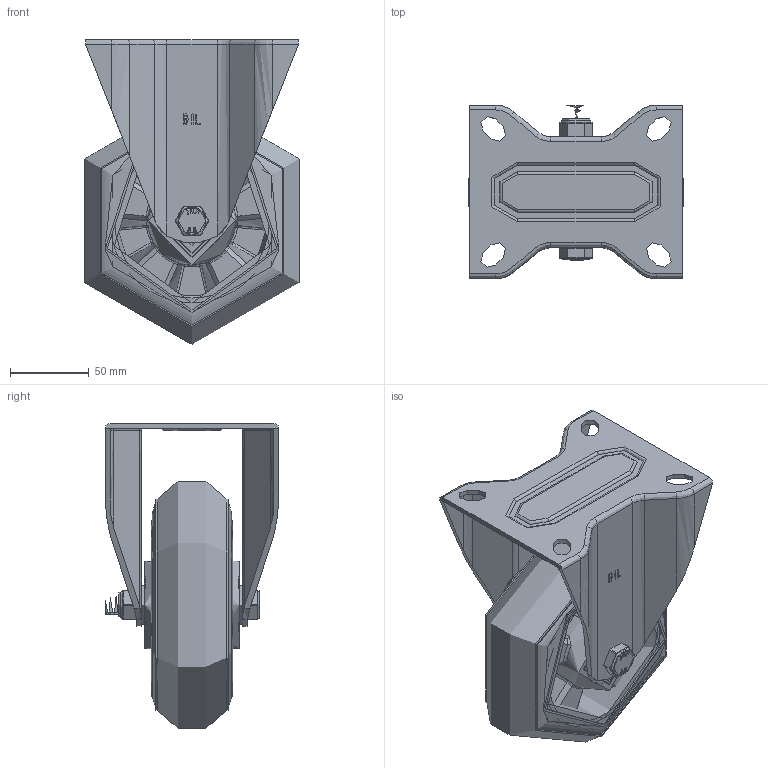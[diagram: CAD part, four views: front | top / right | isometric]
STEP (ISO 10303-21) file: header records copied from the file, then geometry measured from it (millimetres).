
FILE_DESCRIPTION(/* description */ ('','CAx-IF Rec.Pracs.---Representation and Presentation of Product Manufacturing Information (PMI)---4.0---2014-10-13'),/* implementation_level */ '2;1');
FILE_NAME(/* name */ 'BZMMF160SRERGBJ.step',/* time_stamp */ '2024-12-16T11:00:09Z',/* author */ (''),/* organization */ (''),/* preprocessor_version */ 'ST-DEVELOPER v20',/* originating_system */ 'Autodesk Translation Framework v13.20.0.188',/* authorisation */ '');
FILE_SCHEMA (('AP242_MANAGED_MODEL_BASED_3D_ENGINEERING_MIM_LF { 1 0 10303 442 1 1 4 }'));
Length unit declared in the file: millimetre
Products named in the file (26): BZMMF160SRERGBJ; BZMMF150AS - 64 v1; ZINC PLATED, PRESSED STEEL BRACKET; BZH160WSRERGBJM20 v1; 55 SHORE A ELASTIC RUBBER TYRE; ALUMINIUM RIM; BEARING6204; BALL BEARINGS; BEARING6204 (1); BALL BEARINGS (1); Component3; INNER; OUTER; MIDDLE; RUBBER; BEARING SPACER; TH20X2X12 v1; ZINC PLATED HEADED SPACER; TH20X2X12 v1 (1); ZINC PLATED HEADED SPACER (1); HEXBOLTM12X90Z8.8 v2; GRADE 8.8 ZINC PLATED BOLT; NYLOCM12Z v1; NYLOC NUT; NUT; RUBBER (1)
Assembly tree (44 placements, depth 5):
  BZMMF160SRERGBJ
    BZMMF150AS - 64 v1
      ZINC PLATED, PRESSED STEEL BRACKET
    BZH160WSRERGBJM20 v1
      55 SHORE A ELASTIC RUBBER TYRE
      ALUMINIUM RIM
      BEARING6204
        INNER
        OUTER
        BALL BEARINGS
          Component3  x8
        MIDDLE
        RUBBER
      BEARING6204 (1)
        BALL BEARINGS (1)
          Component3  x8
        INNER
        OUTER
        MIDDLE
        RUBBER
      BEARING SPACER
    TH20X2X12 v1
      ZINC PLATED HEADED SPACER
    TH20X2X12 v1 (1)
      ZINC PLATED HEADED SPACER (1)
    HEXBOLTM12X90Z8.8 v2
      GRADE 8.8 ZINC PLATED BOLT
    NYLOCM12Z v1
      NYLOC NUT
        NUT
        RUBBER (1)
Bounding box: 135.84 x 110 x 193.43 mm (x, y, z)
Volume: 751191.6 mm3; surface area: 251341.9 mm2
Topology: 35 solids, 35 shells, 1359 faces, 3349 edges, 2149 vertices
Faces by surface type: bspline 473, plane 457, cylinder 244, sphere 106, torus 78, cone 1
Full cylindrical faces by diameter (mm): 9.836 x16, 11.834 x16, 12 x3, 12.2 x2, 12.25 x2, 14 x2, 17.75 x1, 18.5 x1, 19.8 x2, 20 x3, 24 x1, 25 x2, 27 x2, 28.5 x8, 30.8 x4, 31.3 x4, 40.3 x4, 40.5 x4, 40.8 x4, 42 x11, 47 x4, 55.5 x2, 98 x2, 104 x2, 113 x2, 116 x2, 132 x2, 134 x2
Entity records: 70898 total; most frequent: CARTESIAN_POINT 48554, ORIENTED_EDGE 4772, DIRECTION 3932, EDGE_CURVE 2386, AXIS2_PLACEMENT_3D 1540, VERTEX_POINT 1511, EDGE_LOOP 1145, FACE_OUTER_BOUND 998
